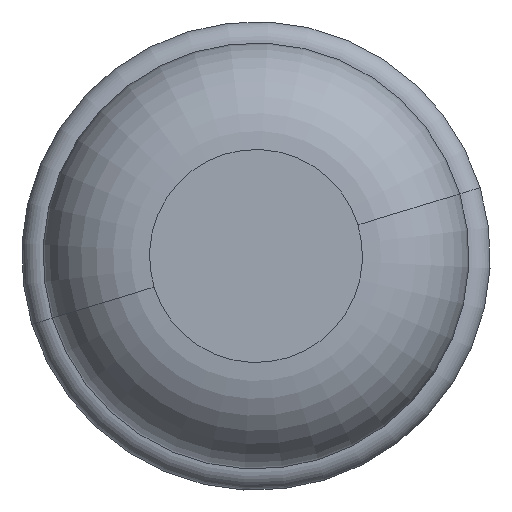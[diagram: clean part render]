
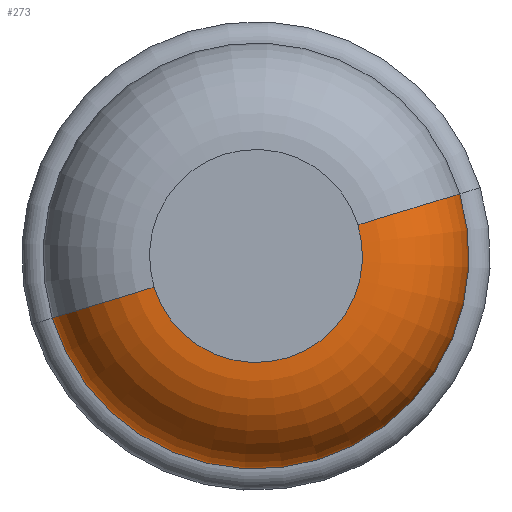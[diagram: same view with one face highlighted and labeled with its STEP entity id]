
A CAD part, front view. The second image highlights one B-rep face of the part: STEP entity #273.
In plain terms, the highlighted toroidal (fillet/blend) face has major radius 7.5 mm and minor radius 7.5 mm.
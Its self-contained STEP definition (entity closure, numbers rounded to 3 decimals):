
#4 = ORIENTED_EDGE ( 'NONE', *, *, #5, .F. ) ;
#5 = EDGE_CURVE ( 'NONE', #278, #348, #654, .T. ) ;
#273 = ADVANCED_FACE ( 'NONE', ( #1134 ), #1133, .T. ) ;
#274 = EDGE_LOOP ( 'NONE', ( #276, #419, #497, #4 ) ) ;
#276 = ORIENTED_EDGE ( 'NONE', *, *, #277, .T. ) ;
#277 = EDGE_CURVE ( 'NONE', #278, #418, #1128, .T. ) ;
#278 = VERTEX_POINT ( 'NONE', #1123 ) ;
#348 = VERTEX_POINT ( 'NONE', #1579 ) ;
#418 = VERTEX_POINT ( 'NONE', #1245 ) ;
#419 = ORIENTED_EDGE ( 'NONE', *, *, #420, .T. ) ;
#420 = EDGE_CURVE ( 'NONE', #418, #496, #1243, .T. ) ;
#496 = VERTEX_POINT ( 'NONE', #1306 ) ;
#497 = ORIENTED_EDGE ( 'NONE', *, *, #498, .F. ) ;
#498 = EDGE_CURVE ( 'NONE', #348, #496, #1305, .T. ) ;
#531 = DIRECTION ( 'NONE',  ( 0.957, 0., 0.292 ) ) ;
#532 = DIRECTION ( 'NONE',  ( -0.292, 0., 0.957 ) ) ;
#533 = CARTESIAN_POINT ( 'NONE',  ( -7.174, -25., -2.188 ) ) ;
#534 = AXIS2_PLACEMENT_3D ( 'NONE', #533, #532, #531 ) ;
#654 = CIRCLE ( 'NONE', #534, 7.5 ) ;
#1123 = CARTESIAN_POINT ( 'NONE',  ( -14.348, -25., -4.376 ) ) ;
#1124 = DIRECTION ( 'NONE',  ( -0.957, 0., -0.292 ) ) ;
#1125 = DIRECTION ( 'NONE',  ( 0., -1., 0. ) ) ;
#1126 = CARTESIAN_POINT ( 'NONE',  ( 0., -25., 0. ) ) ;
#1127 = AXIS2_PLACEMENT_3D ( 'NONE', #1126, #1125, #1124 ) ;
#1128 = CIRCLE ( 'NONE', #1127, 15. ) ;
#1129 = DIRECTION ( 'NONE',  ( -0.957, 0., -0.292 ) ) ;
#1130 = DIRECTION ( 'NONE',  ( 0., -1., 0. ) ) ;
#1131 = CARTESIAN_POINT ( 'NONE',  ( 0., -25., 0. ) ) ;
#1132 = AXIS2_PLACEMENT_3D ( 'NONE', #1131, #1130, #1129 ) ;
#1133 = TOROIDAL_SURFACE ( 'NONE', #1132, 7.5, 7.5 ) ;
#1134 = FACE_OUTER_BOUND ( 'NONE', #274, .T. ) ;
#1239 = DIRECTION ( 'NONE',  ( -0.957, 0., -0.292 ) ) ;
#1240 = DIRECTION ( 'NONE',  ( 0.292, 0., -0.957 ) ) ;
#1241 = CARTESIAN_POINT ( 'NONE',  ( 7.174, -25., 2.188 ) ) ;
#1242 = AXIS2_PLACEMENT_3D ( 'NONE', #1241, #1240, #1239 ) ;
#1243 = CIRCLE ( 'NONE', #1242, 7.5 ) ;
#1245 = CARTESIAN_POINT ( 'NONE',  ( 14.348, -25., 4.376 ) ) ;
#1301 = DIRECTION ( 'NONE',  ( -0.957, 0., -0.292 ) ) ;
#1302 = DIRECTION ( 'NONE',  ( 0., -1., 0. ) ) ;
#1303 = CARTESIAN_POINT ( 'NONE',  ( 0., -32.5, 0. ) ) ;
#1304 = AXIS2_PLACEMENT_3D ( 'NONE', #1303, #1302, #1301 ) ;
#1305 = CIRCLE ( 'NONE', #1304, 7.5 ) ;
#1306 = CARTESIAN_POINT ( 'NONE',  ( 7.174, -32.5, 2.188 ) ) ;
#1579 = CARTESIAN_POINT ( 'NONE',  ( -7.174, -32.5, -2.188 ) ) ;
